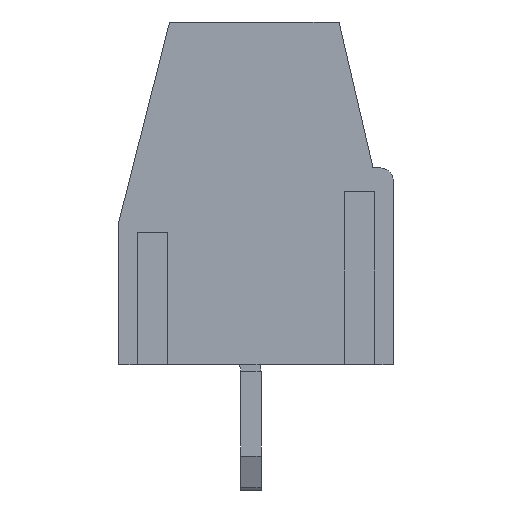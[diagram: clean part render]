
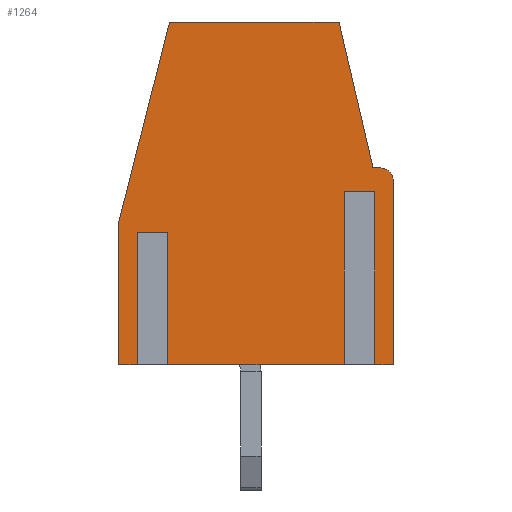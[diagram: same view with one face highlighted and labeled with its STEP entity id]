
A CAD part, left-side view. The second image highlights one B-rep face of the part: STEP entity #1264.
In plain terms, the highlighted planar face has unit normal (-1, 0, 0).
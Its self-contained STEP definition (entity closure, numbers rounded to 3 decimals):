
#1264=ADVANCED_FACE('',(#4587),#4589,.T.);
#4587=FACE_BOUND('',#4588,.T.);
#4588=EDGE_LOOP('',(#7203,#7204,#7205,#7206,#7207,#7208,#7209,#7210,#7211,#7212,
#7213,#7214,#7215,#7216,#7217,#7218));
#4589=PLANE('',#4590);
#4590=AXIS2_PLACEMENT_3D('',#4591,#4592,#4593);
#4591=CARTESIAN_POINT('',(-2.5,0.,0.));
#4592=DIRECTION('',(-1.,0.,0.));
#4593=DIRECTION('',(0.,0.,-1.));
#7203=ORIENTED_EDGE('',*,*,#9108,.F.);
#7204=ORIENTED_EDGE('',*,*,#9109,.F.);
#7205=ORIENTED_EDGE('',*,*,#9110,.F.);
#7206=ORIENTED_EDGE('',*,*,#9111,.T.);
#7207=ORIENTED_EDGE('',*,*,#9112,.T.);
#7208=ORIENTED_EDGE('',*,*,#9113,.T.);
#7209=ORIENTED_EDGE('',*,*,#9114,.T.);
#7210=ORIENTED_EDGE('',*,*,#9115,.T.);
#7211=ORIENTED_EDGE('',*,*,#8923,.T.);
#7212=ORIENTED_EDGE('',*,*,#9081,.T.);
#7213=ORIENTED_EDGE('',*,*,#9116,.T.);
#7214=ORIENTED_EDGE('',*,*,#9117,.T.);
#7215=ORIENTED_EDGE('',*,*,#9118,.F.);
#7216=ORIENTED_EDGE('',*,*,#9119,.F.);
#7217=ORIENTED_EDGE('',*,*,#9120,.F.);
#7218=ORIENTED_EDGE('',*,*,#9121,.T.);
#8923=EDGE_CURVE('',#9978,#9976,#9979,.T.);
#9081=EDGE_CURVE('',#9976,#10263,#10265,.T.);
#9108=EDGE_CURVE('',#10317,#10318,#10319,.T.);
#9109=EDGE_CURVE('',#10320,#10317,#10321,.F.);
#9110=EDGE_CURVE('',#10322,#10320,#10323,.T.);
#9111=EDGE_CURVE('',#10322,#10324,#10325,.T.);
#9112=EDGE_CURVE('',#10324,#10326,#10327,.T.);
#9113=EDGE_CURVE('',#10326,#10328,#10329,.T.);
#9114=EDGE_CURVE('',#10328,#10330,#10331,.T.);
#9115=EDGE_CURVE('',#10330,#9978,#10332,.T.);
#9116=EDGE_CURVE('',#10263,#10333,#10334,.T.);
#9117=EDGE_CURVE('',#10333,#10335,#10336,.T.);
#9118=EDGE_CURVE('',#10337,#10335,#10338,.T.);
#9119=EDGE_CURVE('',#10339,#10337,#10340,.F.);
#9120=EDGE_CURVE('',#10341,#10339,#10342,.T.);
#9121=EDGE_CURVE('',#10341,#10318,#10343,.T.);
#9976=VERTEX_POINT('',#11688);
#9978=VERTEX_POINT('',#11692);
#9979=LINE('',#11693,#11694);
#10263=VERTEX_POINT('',#12314);
#10265=LINE('',#12318,#12319);
#10317=VERTEX_POINT('',#12424);
#10318=VERTEX_POINT('',#12425);
#10319=LINE('',#12426,#12427);
#10320=VERTEX_POINT('',#12429);
#10321=LINE('',#12430,#12431);
#10322=VERTEX_POINT('',#12433);
#10323=LINE('',#12434,#12435);
#10324=VERTEX_POINT('',#12437);
#10325=LINE('',#12438,#12439);
#10326=VERTEX_POINT('',#12441);
#10327=LINE('',#12442,#12443);
#10328=VERTEX_POINT('',#12445);
#10329=CIRCLE('',#12446,0.4);
#10330=VERTEX_POINT('',#12450);
#10331=LINE('',#12451,#12452);
#10332=LINE('',#12454,#12455);
#10333=VERTEX_POINT('',#12457);
#10334=LINE('',#12458,#12459);
#10335=VERTEX_POINT('',#12461);
#10336=LINE('',#12462,#12463);
#10337=VERTEX_POINT('',#12465);
#10338=LINE('',#12466,#12467);
#10339=VERTEX_POINT('',#12469);
#10340=LINE('',#12470,#12471);
#10341=VERTEX_POINT('',#12473);
#10342=LINE('',#12474,#12475);
#10343=LINE('',#12477,#12478);
#11688=CARTESIAN_POINT('',(-2.5,2.4,10.1));
#11692=CARTESIAN_POINT('',(-2.5,-2.6,10.1));
#11693=CARTESIAN_POINT('',(-2.5,-2.6,10.1));
#11694=VECTOR('',#11695,1.);
#11695=DIRECTION('',(0.,1.,0.));
#12314=CARTESIAN_POINT('',(-2.5,3.9,4.2));
#12318=CARTESIAN_POINT('',(-2.5,2.4,10.1));
#12319=VECTOR('',#12320,1.);
#12320=DIRECTION('',(0.,0.246,-0.969));
#12424=CARTESIAN_POINT('',(-2.5,-2.9,5.1));
#12425=CARTESIAN_POINT('',(-2.5,-2.9,0.));
#12426=CARTESIAN_POINT('',(-2.5,-2.9,5.1));
#12427=VECTOR('',#12428,1.);
#12428=DIRECTION('',(0.,0.,-1.));
#12429=CARTESIAN_POINT('',(-2.5,-3.5,5.1));
#12430=CARTESIAN_POINT('',(-2.5,-2.9,5.1));
#12431=VECTOR('',#12432,1.);
#12432=DIRECTION('',(0.,-1.,0.));
#12433=CARTESIAN_POINT('',(-2.5,-3.5,0.));
#12434=CARTESIAN_POINT('',(-2.5,-3.5,0.));
#12435=VECTOR('',#12436,1.);
#12436=DIRECTION('',(0.,0.,1.));
#12437=CARTESIAN_POINT('',(-2.5,-4.2,0.));
#12438=CARTESIAN_POINT('',(-2.5,-3.5,0.));
#12439=VECTOR('',#12440,1.);
#12440=DIRECTION('',(0.,-1.,0.));
#12441=CARTESIAN_POINT('',(-2.5,-4.2,5.4));
#12442=CARTESIAN_POINT('',(-2.5,-4.2,0.));
#12443=VECTOR('',#12444,1.);
#12444=DIRECTION('',(0.,0.,1.));
#12445=CARTESIAN_POINT('',(-2.5,-3.8,5.8));
#12446=AXIS2_PLACEMENT_3D('',#12447,#12448,#12449);
#12447=CARTESIAN_POINT('',(-2.5,-3.8,5.4));
#12448=DIRECTION('',(-1.,-0.,-0.));
#12449=DIRECTION('',(0.,-1.,0.));
#12450=CARTESIAN_POINT('',(-2.5,-3.6,5.8));
#12451=CARTESIAN_POINT('',(-2.5,-3.8,5.8));
#12452=VECTOR('',#12453,1.);
#12453=DIRECTION('',(0.,1.,0.));
#12454=CARTESIAN_POINT('',(-2.5,-3.6,5.8));
#12455=VECTOR('',#12456,1.);
#12456=DIRECTION('',(0.,0.227,0.974));
#12457=CARTESIAN_POINT('',(-2.5,3.9,0.));
#12458=CARTESIAN_POINT('',(-2.5,3.9,4.2));
#12459=VECTOR('',#12460,1.);
#12460=DIRECTION('',(0.,0.,-1.));
#12461=CARTESIAN_POINT('',(-2.5,3.2,0.));
#12462=CARTESIAN_POINT('',(-2.5,3.9,0.));
#12463=VECTOR('',#12464,1.);
#12464=DIRECTION('',(0.,-1.,0.));
#12465=CARTESIAN_POINT('',(-2.5,3.2,3.9));
#12466=CARTESIAN_POINT('',(-2.5,3.2,3.9));
#12467=VECTOR('',#12468,1.);
#12468=DIRECTION('',(0.,0.,-1.));
#12469=CARTESIAN_POINT('',(-2.5,2.6,3.9));
#12470=CARTESIAN_POINT('',(-2.5,3.2,3.9));
#12471=VECTOR('',#12472,1.);
#12472=DIRECTION('',(0.,-1.,0.));
#12473=CARTESIAN_POINT('',(-2.5,2.6,0.));
#12474=CARTESIAN_POINT('',(-2.5,2.6,0.));
#12475=VECTOR('',#12476,1.);
#12476=DIRECTION('',(0.,0.,1.));
#12477=CARTESIAN_POINT('',(-2.5,2.6,0.));
#12478=VECTOR('',#12479,1.);
#12479=DIRECTION('',(0.,-1.,0.));
